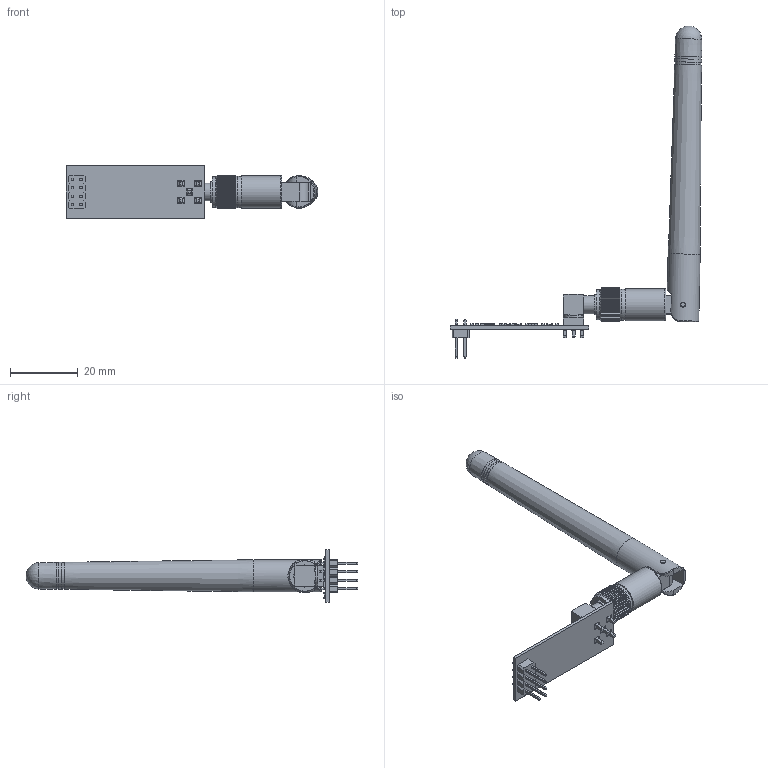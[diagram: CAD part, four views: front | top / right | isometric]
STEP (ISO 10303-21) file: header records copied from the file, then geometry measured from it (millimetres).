
FILE_DESCRIPTION(/* description */ ('STEP AP214'),/* implementation_level */ '2;1');
FILE_NAME(/* name */ '68f97829aa05e6786c12dda2',/* time_stamp */ '2025-10-23T00:34:50Z',/* author */ (''),/* organization */ (''),/* preprocessor_version */ 'ST-DEVELOPER v20',/* originating_system */ 'ONSHAPE BY PTC INC, 1.205',/* authorisation */ ' ');
FILE_SCHEMA (('AUTOMOTIVE_DESIGN {1 0 10303 214 3 1 1}'));
Length unit declared in the file: metre
Products named in the file (5): NRF24L01L+Antenna; Antenna assy_0 <1>; Antenna base; Antenna top; NRF24L01L
Assembly tree (4 placements, depth 3):
  NRF24L01L+Antenna
    Antenna assy_0 <1>
      Antenna base
      Antenna top
    NRF24L01L
Bounding box: 74.46 x 98.2 x 15.5 mm (x, y, z)
Volume: 7848.3 mm3; surface area: 5985.5 mm2
Topology: 3 solids, 3 shells, 1409 faces, 3606 edges, 2350 vertices
Faces by surface type: plane 1066, cylinder 158, bspline 148, sphere 22, cone 8, torus 7
Full cylindrical faces by diameter (mm): 0.9 x2, 1.1 x1, 1.5 x4, 4.5 x2, 4.7 x2, 5.24 x1, 5.3 x2, 5.8 x1, 6 x1, 6.6 x1, 7.6 x2, 9 x1, 9.3 x1, 9.5 x2
Entity records: 55711 total; most frequent: CARTESIAN_POINT 17161, ORIENTED_EDGE 7118, DIRECTION 6040, EDGE_CURVE 3559, LINE 2688, VECTOR 2688, VERTEX_POINT 2339, AXIS2_PLACEMENT_3D 1676
